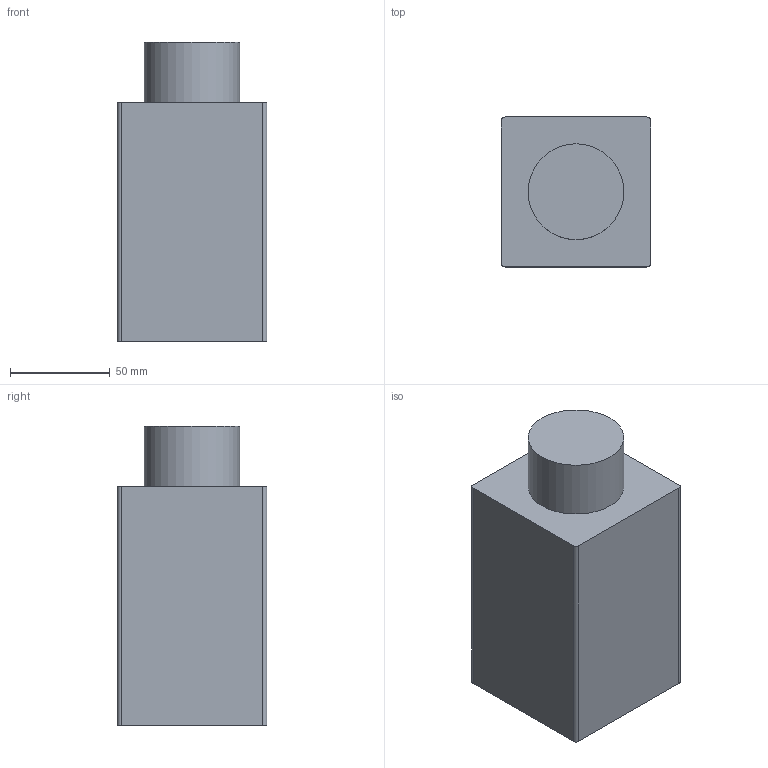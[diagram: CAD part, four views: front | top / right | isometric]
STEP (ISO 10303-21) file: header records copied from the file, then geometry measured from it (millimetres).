
FILE_DESCRIPTION(/* description */ ('Alibre Inc.'),/* implementation_level */ '2;1');
FILE_NAME(/* name */ 'export-42BD7FAA-7B61-43F4-8F46-7A4080273DCC',/* time_stamp */ '2025-03-15T21:18:26+08:00',/* author */ (''),/* organization */ (''),/* preprocessor_version */ 'ST-DEVELOPER v17',/* originating_system */ 'Alibre',/* authorisation */ '');
FILE_SCHEMA (('CONFIG_CONTROL_DESIGN'));
Length unit declared in the file: centimetre
Bounding box: 75 x 75 x 150 mm (x, y, z)
Volume: 728874.7 mm3; surface area: 51355 mm2
Topology: 1 solids, 1 shells, 12 faces, 27 edges, 18 vertices
Faces by surface type: plane 7, cylinder 5
Full cylindrical faces by diameter (mm): 48 x1
Entity records: 522 total; most frequent: CARTESIAN_POINT 58, DIRECTION 57, ORIENTED_EDGE 52, EDGE_CURVE 26, AXIS2_PLACEMENT_3D 24, PERSON_AND_ORGANIZATION 18, VERTEX_POINT 18, VECTOR 16
